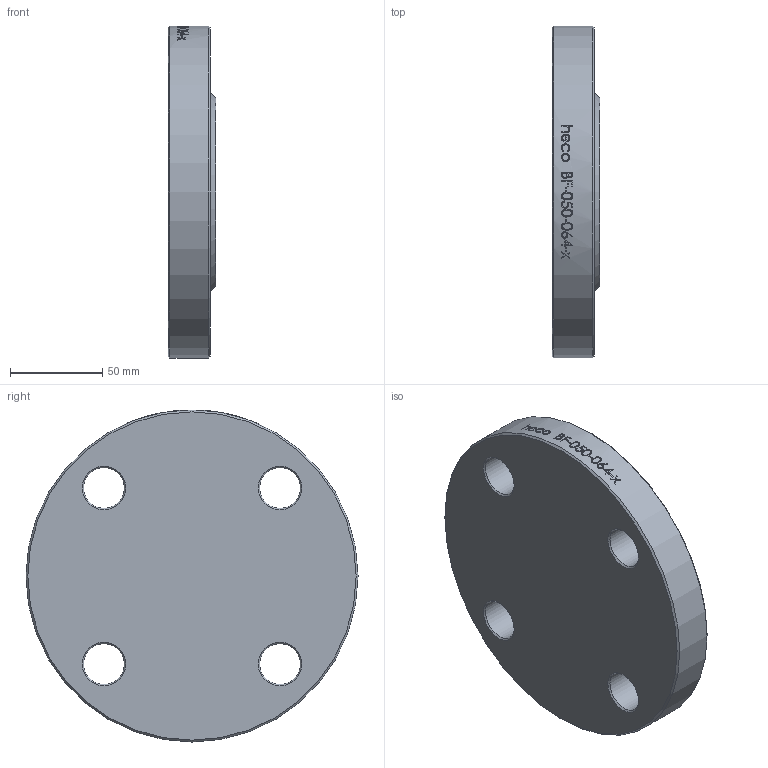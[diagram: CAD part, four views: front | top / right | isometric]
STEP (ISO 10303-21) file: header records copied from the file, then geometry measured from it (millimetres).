
FILE_DESCRIPTION (( 'STEP AP214' ), '1' );
FILE_NAME ('BF-050-064-x Blindflansch PN64 DIN2527 EN1092 2103.STEP', '2021-03-10T09:34:00', ( '' ), ( '' ), 'SwSTEP 2.0', 'SolidWorks 2019', '' );
FILE_SCHEMA (( 'AUTOMOTIVE_DESIGN' ));
Length unit declared in the file: millimetre
Products named in the file (1): BF-050-064-x Blindflansch PN64 DIN2527 EN1092 2103
Bounding box: 26 x 180 x 180 mm (x, y, z)
Volume: 574755.2 mm3; surface area: 66684.1 mm2
Topology: 1 solids, 1 shells, 44 faces, 209 edges, 193 vertices
Faces by surface type: cylinder 30, cone 11, plane 3
Full cylindrical faces by diameter (mm): 22 x4, 180 x1
Entity records: 5804 total; most frequent: CARTESIAN_POINT 4018, ORIENTED_EDGE 376, DIRECTION 229, VERTEX_POINT 188, EDGE_CURVE 188, B_SPLINE_CURVE_WITH_KNOTS 106, AXIS2_PLACEMENT_3D 102, EDGE_LOOP 94
